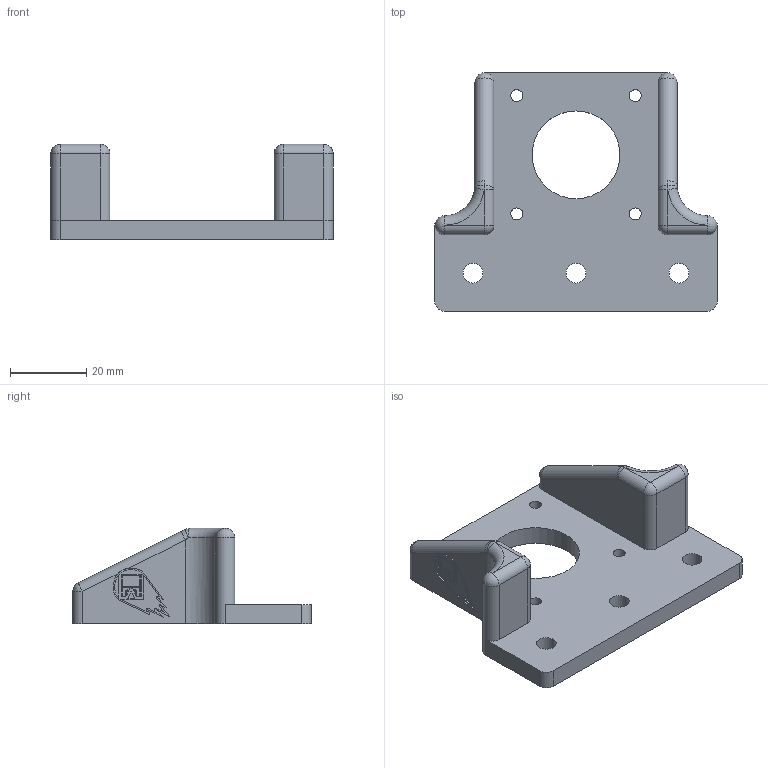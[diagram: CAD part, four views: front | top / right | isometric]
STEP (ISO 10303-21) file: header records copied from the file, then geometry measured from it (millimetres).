
FILE_DESCRIPTION(/* description */ ('STEP AP242','CAx-IF Rec.Pracs.---Representation and Presentation of Product Manufacturing Information (PMI)---4.0---2014-10-13','CAx-IF Rec.Pracs.---3D Tessellated Geometry---0.4---2014-09-14','2;1'),/* implementation_level */ '2;1');
FILE_NAME(/* name */ '68059e05f96b6a6649bd124c',/* time_stamp */ '2025-04-21T01:23:17Z',/* author */ (''),/* organization */ (''),/* preprocessor_version */ 'ST-DEVELOPER v20',/* originating_system */ 'ONSHAPE BY PTC INC, 1.196',/* authorisation */ ' ');
FILE_SCHEMA (('AP242_MANAGED_MODEL_BASED_3D_ENGINEERING_MIM_LF { 1 0 10303 442 1 1 4 }'));
Length unit declared in the file: metre
Products named in the file (1): Z-Axis Motor Inside Bracket
Bounding box: 74 x 62.5 x 25 mm (x, y, z)
Volume: 25142.8 mm3; surface area: 11937.8 mm2
Topology: 1 solids, 1 shells, 164 faces, 434 edges, 270 vertices
Faces by surface type: plane 103, cylinder 35, bspline 14, sphere 10, torus 2
Full cylindrical faces by diameter (mm): 3.15 x4, 5.2 x3, 23 x1
Entity records: 5023 total; most frequent: CARTESIAN_POINT 1040, ORIENTED_EDGE 824, DIRECTION 776, EDGE_CURVE 412, LINE 298, VECTOR 298, VERTEX_POINT 270, AXIS2_PLACEMENT_3D 239
